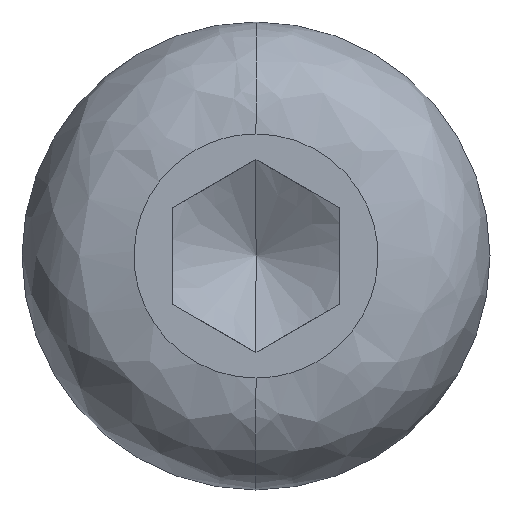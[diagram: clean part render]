
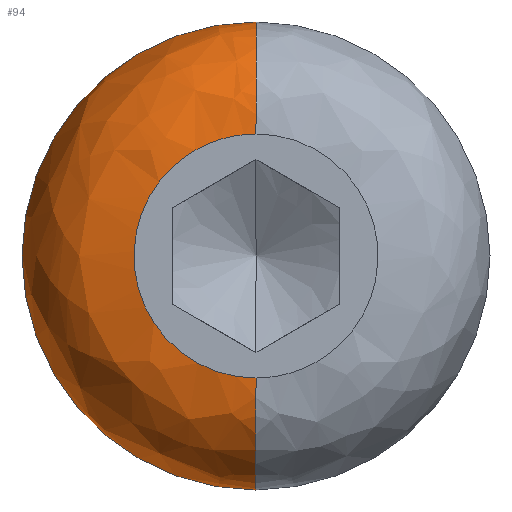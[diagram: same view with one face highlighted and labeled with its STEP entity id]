
A CAD part, left-side view. The second image highlights one B-rep face of the part: STEP entity #94.
In plain terms, the highlighted free-form (B-spline) face has degree [3, 3] with [4, 4] control points.
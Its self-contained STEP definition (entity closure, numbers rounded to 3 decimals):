
#7 = AXIS2_PLACEMENT_3D ( 'NONE', #596, #166, #79 ) ;
#11 = CIRCLE ( 'NONE', #448, 3.35 ) ;
#12 = FACE_OUTER_BOUND ( 'NONE', #527, .T. ) ;
#22 = ORIENTED_EDGE ( 'NONE', *, *, #360, .F. ) ;
#26 = CARTESIAN_POINT ( 'NONE',  ( -4.4, 0., 3.65 ) ) ;
#29 =( BOUNDED_SURFACE ( )  B_SPLINE_SURFACE ( 3, 3, ( 
 ( #26, #70, #120, #530 ),
 ( #382, #439, #111, #249 ),
 ( #209, #298, #303, #586 ),
 ( #538, #385, #156, #433 ) ),
 .UNSPECIFIED., .F., .F., .T. ) 
 B_SPLINE_SURFACE_WITH_KNOTS ( ( 4, 4 ),
 ( 4, 4 ),
 ( 0., 1. ),
 ( 0., 1. ),
 .UNSPECIFIED. ) 
 GEOMETRIC_REPRESENTATION_ITEM ( )  RATIONAL_B_SPLINE_SURFACE ( (
 ( 1., 0.333, 0.333, 1.),
 ( 0.805, 0.268, 0.268, 0.805),
 ( 0.805, 0.268, 0.268, 0.805),
 ( 1., 0.333, 0.333, 1.) ) ) 
 REPRESENTATION_ITEM ( '' )  SURFACE ( )  );
#52 = CARTESIAN_POINT ( 'NONE',  ( -1.05, 0., -7. ) ) ;
#56 = ORIENTED_EDGE ( 'NONE', *, *, #372, .F. ) ;
#64 = CARTESIAN_POINT ( 'NONE',  ( -4.4, 7.3, -3.65 ) ) ;
#69 = CARTESIAN_POINT ( 'NONE',  ( -4.4, 0., -3.65 ) ) ;
#70 = CARTESIAN_POINT ( 'NONE',  ( -4.4, 7.3, 3.65 ) ) ;
#79 = DIRECTION ( 'NONE',  ( 0., 0., 1. ) ) ;
#94 = ADVANCED_FACE ( 'NONE', ( #12 ), #29, .T. ) ;
#107 = EDGE_CURVE ( 'NONE', #478, #144, #215, .T. ) ;
#111 = CARTESIAN_POINT ( 'NONE',  ( -4.4, 11.225, -5.612 ) ) ;
#115 = CARTESIAN_POINT ( 'NONE',  ( -4.4, 0., 3.65 ) ) ;
#120 = CARTESIAN_POINT ( 'NONE',  ( -4.4, 7.3, -3.65 ) ) ;
#138 = CARTESIAN_POINT ( 'NONE',  ( -1.05, 0., 3.65 ) ) ;
#144 = VERTEX_POINT ( 'NONE', #533 ) ;
#156 = CARTESIAN_POINT ( 'NONE',  ( -1.05, 14., -7. ) ) ;
#166 = DIRECTION ( 'NONE',  ( 1., 0., 0. ) ) ;
#207 = EDGE_CURVE ( 'NONE', #144, #480, #428, .T. ) ;
#209 = CARTESIAN_POINT ( 'NONE',  ( -3.012, 0., 7. ) ) ;
#215 =( BOUNDED_CURVE ( )  B_SPLINE_CURVE ( 3, ( #69, #64, #583, #115 ),
 .UNSPECIFIED., .F., .F. ) 
 B_SPLINE_CURVE_WITH_KNOTS ( ( 4, 4 ),
 ( 0.75, 1.25 ),
 .UNSPECIFIED. ) 
 CURVE ( )  GEOMETRIC_REPRESENTATION_ITEM ( )  RATIONAL_B_SPLINE_CURVE ( ( 1., 0.333, 0.333, 1. ) ) 
 REPRESENTATION_ITEM ( '' )  );
#249 = CARTESIAN_POINT ( 'NONE',  ( -4.4, 0., -5.612 ) ) ;
#267 = ORIENTED_EDGE ( 'NONE', *, *, #107, .T. ) ;
#292 = CARTESIAN_POINT ( 'NONE',  ( -4.4, 0., -3.65 ) ) ;
#298 = CARTESIAN_POINT ( 'NONE',  ( -3.012, 14., 7. ) ) ;
#303 = CARTESIAN_POINT ( 'NONE',  ( -3.012, 14., -7. ) ) ;
#311 = DIRECTION ( 'NONE',  ( 0., 0., 1. ) ) ;
#327 = VERTEX_POINT ( 'NONE', #52 ) ;
#345 = CIRCLE ( 'NONE', #7, 7. ) ;
#360 = EDGE_CURVE ( 'NONE', #327, #480, #345, .T. ) ;
#370 = DIRECTION ( 'NONE',  ( 0., -1., 0. ) ) ;
#372 = EDGE_CURVE ( 'NONE', #478, #327, #11, .T. ) ;
#382 = CARTESIAN_POINT ( 'NONE',  ( -4.4, 0., 5.612 ) ) ;
#385 = CARTESIAN_POINT ( 'NONE',  ( -1.05, 14., 7. ) ) ;
#428 = CIRCLE ( 'NONE', #521, 3.35 ) ;
#433 = CARTESIAN_POINT ( 'NONE',  ( -1.05, 0., -7. ) ) ;
#439 = CARTESIAN_POINT ( 'NONE',  ( -4.4, 11.225, 5.612 ) ) ;
#448 = AXIS2_PLACEMENT_3D ( 'NONE', #551, #370, #464 ) ;
#451 = DIRECTION ( 'NONE',  ( 0., 1., 0. ) ) ;
#464 = DIRECTION ( 'NONE',  ( 0., 0., -1. ) ) ;
#478 = VERTEX_POINT ( 'NONE', #292 ) ;
#480 = VERTEX_POINT ( 'NONE', #580 ) ;
#521 = AXIS2_PLACEMENT_3D ( 'NONE', #138, #451, #311 ) ;
#527 = EDGE_LOOP ( 'NONE', ( #267, #578, #22, #56 ) ) ;
#530 = CARTESIAN_POINT ( 'NONE',  ( -4.4, 0., -3.65 ) ) ;
#533 = CARTESIAN_POINT ( 'NONE',  ( -4.4, 0., 3.65 ) ) ;
#538 = CARTESIAN_POINT ( 'NONE',  ( -1.05, 0., 7. ) ) ;
#551 = CARTESIAN_POINT ( 'NONE',  ( -1.05, 0., -3.65 ) ) ;
#578 = ORIENTED_EDGE ( 'NONE', *, *, #207, .T. ) ;
#580 = CARTESIAN_POINT ( 'NONE',  ( -1.05, 0., 7. ) ) ;
#583 = CARTESIAN_POINT ( 'NONE',  ( -4.4, 7.3, 3.65 ) ) ;
#586 = CARTESIAN_POINT ( 'NONE',  ( -3.012, 0., -7. ) ) ;
#596 = CARTESIAN_POINT ( 'NONE',  ( -1.05, 0., 0. ) ) ;
